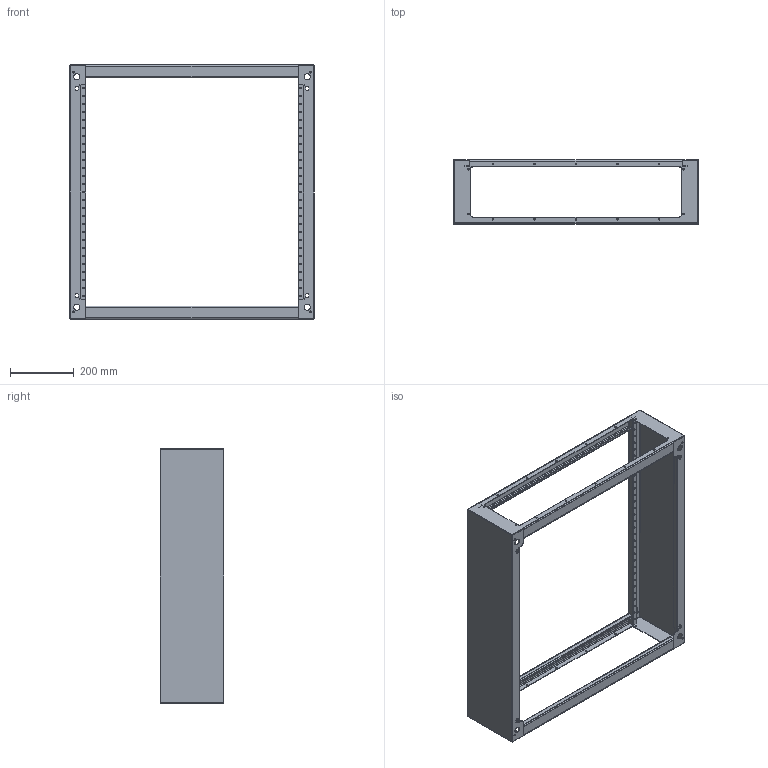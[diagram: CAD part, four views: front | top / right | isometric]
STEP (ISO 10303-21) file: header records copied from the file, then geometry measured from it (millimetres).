
FILE_DESCRIPTION (( 'STEP AP214' ), '1' );
FILE_NAME ('915.288.STEP', '2024-08-22T05:34:59', ( '' ), ( '' ), 'SwSTEP 2.0', 'SolidWorks 2021', '' );
FILE_SCHEMA (( 'AUTOMOTIVE_DESIGN' ));
Length unit declared in the file: millimetre
Products named in the file (3): 915.288; 915.288-02; 915.288-01
Assembly tree (4 placements, depth 2):
  915.288
    915.288-01  x2
    915.288-02  x2
Bounding box: 764 x 200 x 794 mm (x, y, z)
Volume: 1513564.8 mm3; surface area: 1542302.7 mm2
Topology: 4 solids, 4 shells, 536 faces, 1408 edges, 880 vertices
Faces by surface type: cylinder 312, plane 224
Entity records: 8634 total; most frequent: DIRECTION 1566, CARTESIAN_POINT 1419, ORIENTED_EDGE 1408, EDGE_CURVE 704, AXIS2_PLACEMENT_3D 587, VERTEX_POINT 440, VECTOR 392, LINE 392
